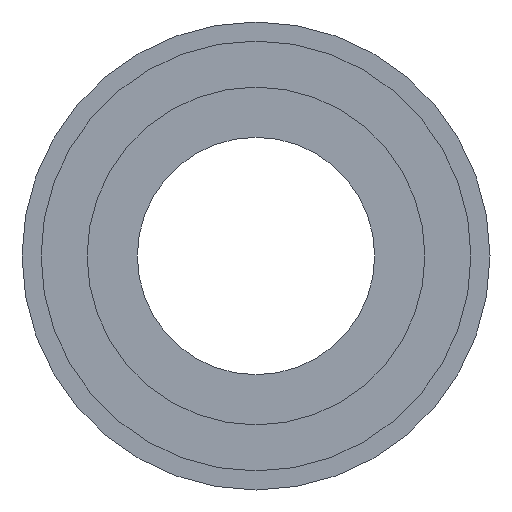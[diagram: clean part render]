
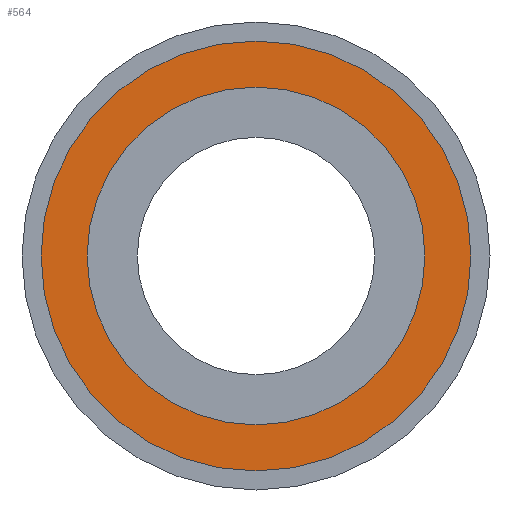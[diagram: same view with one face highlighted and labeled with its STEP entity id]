
A CAD part, front view. The second image highlights one B-rep face of the part: STEP entity #564.
In plain terms, the highlighted planar face has unit normal (0, -1, 0).
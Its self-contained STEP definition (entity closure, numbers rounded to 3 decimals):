
#36 = CARTESIAN_POINT ( 'NONE',  ( 0., 0., 0. ) ) ;
#44 = DIRECTION ( 'NONE',  ( 0., 1., 0. ) ) ;
#69 = ORIENTED_EDGE ( 'NONE', *, *, #443, .T. ) ;
#88 = VERTEX_POINT ( 'NONE', #235 ) ;
#92 = EDGE_CURVE ( 'NONE', #88, #217, #517, .T. ) ;
#158 = DIRECTION ( 'NONE',  ( 0., 1., 0. ) ) ;
#192 = DIRECTION ( 'NONE',  ( 0., 0., 1. ) ) ;
#217 = VERTEX_POINT ( 'NONE', #509 ) ;
#231 = ORIENTED_EDGE ( 'NONE', *, *, #542, .T. ) ;
#235 = CARTESIAN_POINT ( 'NONE',  ( 0., 0., -17.5 ) ) ;
#236 = CIRCLE ( 'NONE', #614, 13.75 ) ;
#240 = DIRECTION ( 'NONE',  ( 0., 0., 1. ) ) ;
#261 = CARTESIAN_POINT ( 'NONE',  ( 17.5, 0., 0. ) ) ;
#278 = ORIENTED_EDGE ( 'NONE', *, *, #465, .F. ) ;
#286 = FACE_BOUND ( 'NONE', #459, .T. ) ;
#290 = DIRECTION ( 'NONE',  ( 0., 1., 0. ) ) ;
#296 = CARTESIAN_POINT ( 'NONE',  ( 0., 0., 13.75 ) ) ;
#312 = PLANE ( 'NONE',  #315 ) ;
#314 = CIRCLE ( 'NONE', #438, 13.75 ) ;
#315 = AXIS2_PLACEMENT_3D ( 'NONE', #261, #158, #240 ) ;
#360 = CIRCLE ( 'NONE', #566, 17.5 ) ;
#384 = DIRECTION ( 'NONE',  ( 0., 1., 0. ) ) ;
#393 = EDGE_LOOP ( 'NONE', ( #278, #491 ) ) ;
#408 = CARTESIAN_POINT ( 'NONE',  ( 0., 0., 0. ) ) ;
#434 = CARTESIAN_POINT ( 'NONE',  ( 0., 0., 0. ) ) ;
#438 = AXIS2_PLACEMENT_3D ( 'NONE', #516, #290, #563 ) ;
#443 = EDGE_CURVE ( 'NONE', #500, #489, #236, .T. ) ;
#459 = EDGE_LOOP ( 'NONE', ( #231, #69 ) ) ;
#465 = EDGE_CURVE ( 'NONE', #217, #88, #360, .T. ) ;
#473 = AXIS2_PLACEMENT_3D ( 'NONE', #36, #384, #559 ) ;
#489 = VERTEX_POINT ( 'NONE', #296 ) ;
#491 = ORIENTED_EDGE ( 'NONE', *, *, #92, .F. ) ;
#500 = VERTEX_POINT ( 'NONE', #618 ) ;
#509 = CARTESIAN_POINT ( 'NONE',  ( 0., 0., 17.5 ) ) ;
#516 = CARTESIAN_POINT ( 'NONE',  ( 0., 0., 0. ) ) ;
#517 = CIRCLE ( 'NONE', #473, 17.5 ) ;
#542 = EDGE_CURVE ( 'NONE', #489, #500, #314, .T. ) ;
#548 = DIRECTION ( 'NONE',  ( 0., 0., 1. ) ) ;
#549 = DIRECTION ( 'NONE',  ( 0., 1., 0. ) ) ;
#559 = DIRECTION ( 'NONE',  ( 0., 0., 1. ) ) ;
#563 = DIRECTION ( 'NONE',  ( 0., 0., 1. ) ) ;
#564 = ADVANCED_FACE ( 'NONE', ( #573, #286 ), #312, .F. ) ;
#566 = AXIS2_PLACEMENT_3D ( 'NONE', #408, #549, #548 ) ;
#573 = FACE_OUTER_BOUND ( 'NONE', #393, .T. ) ;
#614 = AXIS2_PLACEMENT_3D ( 'NONE', #434, #44, #192 ) ;
#618 = CARTESIAN_POINT ( 'NONE',  ( 0., 0., -13.75 ) ) ;
